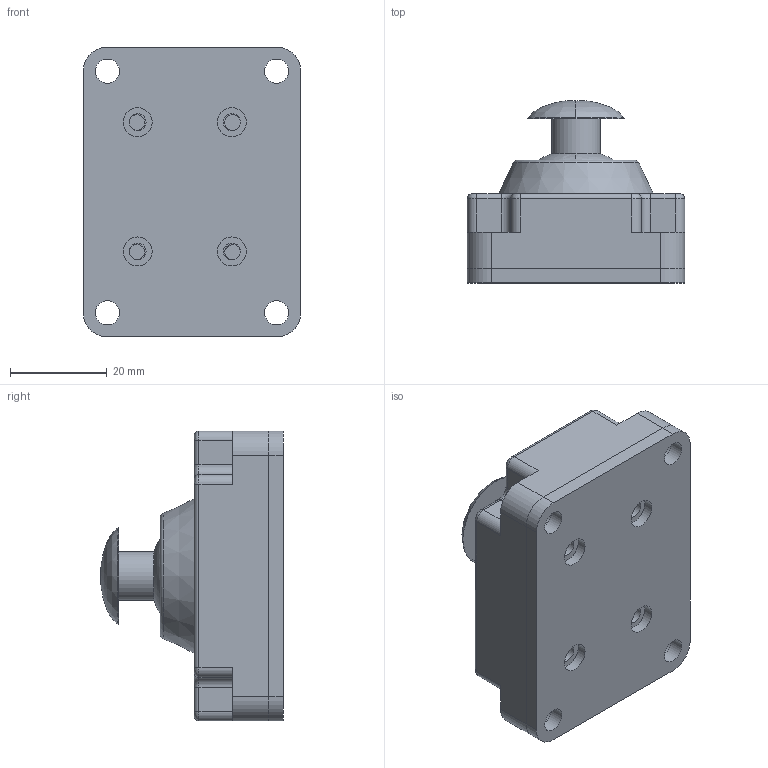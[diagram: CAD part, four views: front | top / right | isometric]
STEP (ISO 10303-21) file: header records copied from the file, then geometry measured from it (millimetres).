
FILE_DESCRIPTION(/* description */ (''),/* implementation_level */ '2;1');
FILE_NAME(/* name */ 'Arduino Joystick case v2.step',/* time_stamp */ '2022-04-08T11:19:43+02:00',/* author */ (''),/* organization */ (''),/* preprocessor_version */ 'ST-DEVELOPER v18.1',/* originating_system */ 'Autodesk Translation Framework v10.14.0.1471',/* authorisation */ '');
FILE_SCHEMA (('AUTOMOTIVE_DESIGN { 1 0 10303 214 3 1 1 }'));
Length unit declared in the file: millimetre
Products named in the file (4): Joystick case; Joystick HW504 Board; Onderkant; bovenkant
Assembly tree (3 placements, depth 2):
  Joystick case
    Joystick HW504 Board
    Onderkant
    bovenkant
Bounding box: 45 x 37.77 x 60 mm (x, y, z)
Volume: 24218.5 mm3; surface area: 26640.8 mm2
Topology: 3 solids, 3 shells, 564 faces, 1433 edges, 929 vertices
Faces by surface type: plane 303, cylinder 165, bspline 75, torus 19, sphere 1, cone 1
Full cylindrical faces by diameter (mm): 0.3 x4, 2.8 x1, 3 x1, 3.2 x7, 3.5 x5, 4.3 x1, 4.5 x3, 5 x8, 5.5 x2, 6 x9, 8 x4, 8.812 x1, 9.6 x1, 10 x1
Entity records: 18441 total; most frequent: CARTESIAN_POINT 4628, ORIENTED_EDGE 2858, DIRECTION 2664, EDGE_CURVE 1429, VERTEX_POINT 928, LINE 912, VECTOR 912, AXIS2_PLACEMENT_3D 876
